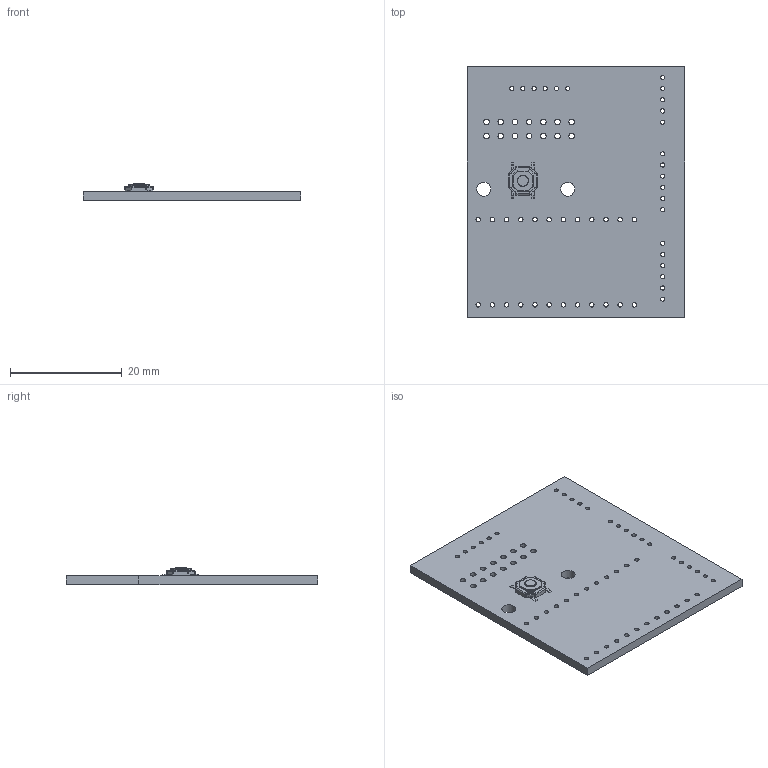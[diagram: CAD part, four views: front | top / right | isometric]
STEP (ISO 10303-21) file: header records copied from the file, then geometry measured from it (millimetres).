
FILE_DESCRIPTION(('KiCad electronic assembly'),'2;1');
FILE_NAME('CONTROLLER_Stick.step','2023-01-21T18:45:25',('Pcbnew'),( 'Kicad'),'Open CASCADE STEP processor 7.6','KiCad to STEP converter' ,'Unknown');
FILE_SCHEMA(('AUTOMOTIVE_DESIGN { 1 0 10303 214 1 1 1 1 }'));
Length unit declared in the file: millimetre
Products named in the file (4): CONTROLLER_Stick 1; TS-1187A; COMPOUND; CONTROLLER_Stick PCB
Assembly tree (3 placements, depth 3):
  CONTROLLER_Stick 1
    TS-1187A
      COMPOUND
    CONTROLLER_Stick PCB
Bounding box: 39 x 45 x 3.05 mm (x, y, z)
Volume: 2763.5 mm3; surface area: 4069.4 mm2
Topology: 11 solids, 11 shells, 203 faces, 531 edges, 351 vertices
Faces by surface type: plane 125, cylinder 77, cone 1
Full cylindrical faces by diameter (mm): 0.75 x23, 0.8 x24, 1 x14, 2 x2, 2.5 x2
Entity records: 14300 total; most frequent: CARTESIAN_POINT 3357, DIRECTION 2001, LINE 1292, VECTOR 1292, ORIENTED_EDGE 1062, PCURVE 1062, DEFINITIONAL_REPRESENTATION 1062, EDGE_CURVE 531
